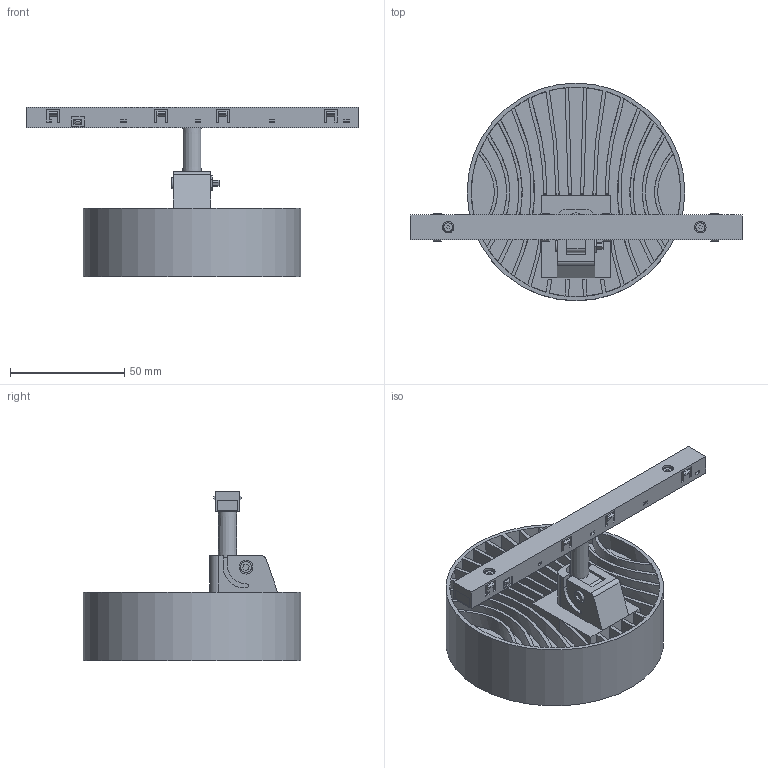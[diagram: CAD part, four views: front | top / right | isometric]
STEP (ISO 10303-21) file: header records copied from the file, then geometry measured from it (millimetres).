
FILE_DESCRIPTION(/* description */ ('','CAx-IF Rec.Pracs.---Representation and Presentation of Product Manufacturing Information (PMI)---4.0---2014-10-13'),/* implementation_level */ '2;1');
FILE_NAME(/* name */ 'N0011 v3.step',/* time_stamp */ '2025-01-02T12:31:48+01:00',/* author */ (''),/* organization */ (''),/* preprocessor_version */ 'ST-DEVELOPER v20',/* originating_system */ 'Autodesk Translation Framework v13.20.0.188',/* authorisation */ '');
FILE_SCHEMA (('AP242_MANAGED_MODEL_BASED_3D_ENGINEERING_MIM_LF { 1 0 10303 442 1 1 4 }'));
Length unit declared in the file: millimetre
Products named in the file (4): N0011; Adaptor; Zaczep 1; Zaczep 2
Assembly tree (3 placements, depth 3):
  N0011
    Adaptor
      Zaczep 1
      Zaczep 2
Bounding box: 145.5 x 95.43 x 74.27 mm (x, y, z)
Volume: 198325.8 mm3; surface area: 68479.8 mm2
Topology: 24 solids, 24 shells, 647 faces, 1720 edges, 1158 vertices
Faces by surface type: plane 486, cylinder 116, bspline 40, cone 4, torus 1
Full cylindrical faces by diameter (mm): 3.9 x2, 4.84 x1, 5 x2, 6 x1, 81.2 x1, 91.8 x2, 92.1 x1, 95.43 x1
Entity records: 21816 total; most frequent: CARTESIAN_POINT 5305, ORIENTED_EDGE 3530, DIRECTION 3206, EDGE_CURVE 1765, LINE 1392, VECTOR 1392, VERTEX_POINT 1206, AXIS2_PLACEMENT_3D 907
